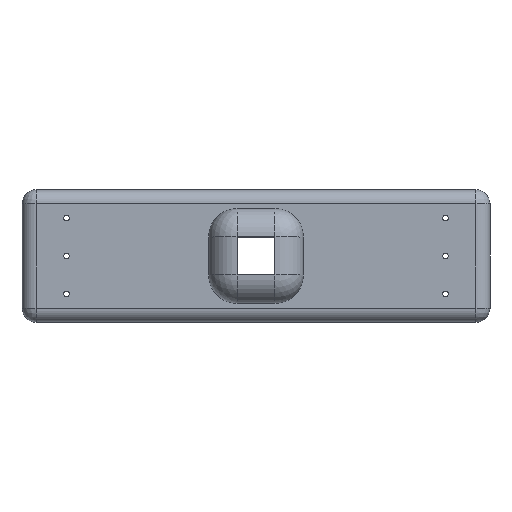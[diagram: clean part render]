
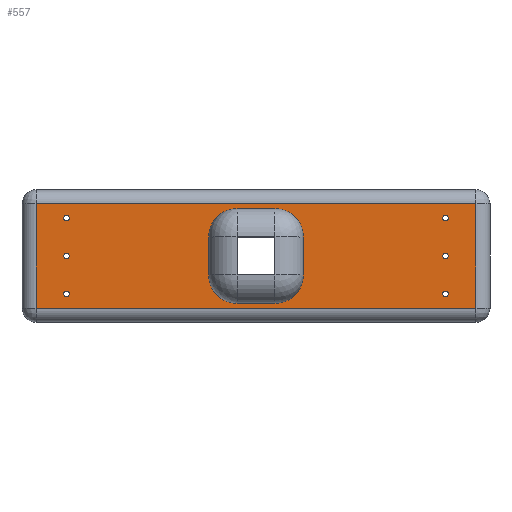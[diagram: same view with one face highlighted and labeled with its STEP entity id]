
A CAD part, top view. The second image highlights one B-rep face of the part: STEP entity #557.
In plain terms, the highlighted planar face has unit normal (0, 0, 1).
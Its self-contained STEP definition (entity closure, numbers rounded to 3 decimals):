
#183 = EDGE_CURVE('',#184,#186,#188,.T.);
#184 = VERTEX_POINT('',#185);
#185 = CARTESIAN_POINT('',(-116.,27.51,15.));
#186 = VERTEX_POINT('',#187);
#187 = CARTESIAN_POINT('',(-116.,-27.51,15.));
#188 = LINE('',#189,#190);
#189 = CARTESIAN_POINT('',(-116.,35.,15.));
#190 = VECTOR('',#191,1.);
#191 = DIRECTION('',(0.,-1.,0.));
#284 = VERTEX_POINT('',#285);
#285 = CARTESIAN_POINT('',(116.,-27.51,15.));
#292 = EDGE_CURVE('',#293,#284,#295,.T.);
#293 = VERTEX_POINT('',#294);
#294 = CARTESIAN_POINT('',(116.,27.51,15.));
#295 = LINE('',#296,#297);
#296 = CARTESIAN_POINT('',(116.,35.,15.));
#297 = VECTOR('',#298,1.);
#298 = DIRECTION('',(0.,-1.,0.));
#316 = VERTEX_POINT('',#317);
#317 = CARTESIAN_POINT('',(-101.5,-20.,15.));
#325 = EDGE_CURVE('',#316,#316,#326,.T.);
#326 = CIRCLE('',#327,1.5);
#327 = AXIS2_PLACEMENT_3D('',#328,#329,#330);
#328 = CARTESIAN_POINT('',(-100.,-20.,15.));
#329 = DIRECTION('',(0.,0.,1.));
#330 = DIRECTION('',(-1.,0.,0.));
#341 = VERTEX_POINT('',#342);
#342 = CARTESIAN_POINT('',(98.5,-20.,15.));
#350 = EDGE_CURVE('',#341,#341,#351,.T.);
#351 = CIRCLE('',#352,1.5);
#352 = AXIS2_PLACEMENT_3D('',#353,#354,#355);
#353 = CARTESIAN_POINT('',(100.,-20.,15.));
#354 = DIRECTION('',(0.,0.,1.));
#355 = DIRECTION('',(-1.,0.,0.));
#366 = VERTEX_POINT('',#367);
#367 = CARTESIAN_POINT('',(-101.5,0.,15.));
#375 = EDGE_CURVE('',#366,#366,#376,.T.);
#376 = CIRCLE('',#377,1.5);
#377 = AXIS2_PLACEMENT_3D('',#378,#379,#380);
#378 = CARTESIAN_POINT('',(-100.,0.,15.));
#379 = DIRECTION('',(0.,0.,1.));
#380 = DIRECTION('',(-1.,0.,0.));
#391 = VERTEX_POINT('',#392);
#392 = CARTESIAN_POINT('',(-101.5,20.,15.));
#400 = EDGE_CURVE('',#391,#391,#401,.T.);
#401 = CIRCLE('',#402,1.5);
#402 = AXIS2_PLACEMENT_3D('',#403,#404,#405);
#403 = CARTESIAN_POINT('',(-100.,20.,15.));
#404 = DIRECTION('',(0.,0.,1.));
#405 = DIRECTION('',(-1.,0.,0.));
#417 = VERTEX_POINT('',#418);
#418 = CARTESIAN_POINT('',(-10.,-10.,15.));
#424 = EDGE_CURVE('',#425,#417,#427,.T.);
#425 = VERTEX_POINT('',#426);
#426 = CARTESIAN_POINT('',(10.,-10.,15.));
#427 = LINE('',#428,#429);
#428 = CARTESIAN_POINT('',(-63.,-10.,15.));
#429 = VECTOR('',#430,1.);
#430 = DIRECTION('',(-1.,0.,0.));
#448 = VERTEX_POINT('',#449);
#449 = CARTESIAN_POINT('',(-10.,10.,15.));
#455 = EDGE_CURVE('',#417,#448,#456,.T.);
#456 = LINE('',#457,#458);
#457 = CARTESIAN_POINT('',(-10.,22.5,15.));
#458 = VECTOR('',#459,1.);
#459 = DIRECTION('',(0.,1.,0.));
#472 = EDGE_CURVE('',#473,#425,#475,.T.);
#473 = VERTEX_POINT('',#474);
#474 = CARTESIAN_POINT('',(10.,10.,15.));
#475 = LINE('',#476,#477);
#476 = CARTESIAN_POINT('',(10.,12.5,15.));
#477 = VECTOR('',#478,1.);
#478 = DIRECTION('',(0.,-1.,0.));
#496 = EDGE_CURVE('',#448,#473,#497,.T.);
#497 = LINE('',#498,#499);
#498 = CARTESIAN_POINT('',(-53.,10.,15.));
#499 = VECTOR('',#500,1.);
#500 = DIRECTION('',(1.,0.,0.));
#512 = VERTEX_POINT('',#513);
#513 = CARTESIAN_POINT('',(98.5,0.,15.));
#521 = EDGE_CURVE('',#512,#512,#522,.T.);
#522 = CIRCLE('',#523,1.5);
#523 = AXIS2_PLACEMENT_3D('',#524,#525,#526);
#524 = CARTESIAN_POINT('',(100.,0.,15.));
#525 = DIRECTION('',(0.,0.,1.));
#526 = DIRECTION('',(-1.,0.,0.));
#537 = VERTEX_POINT('',#538);
#538 = CARTESIAN_POINT('',(98.5,20.,15.));
#546 = EDGE_CURVE('',#537,#537,#547,.T.);
#547 = CIRCLE('',#548,1.5);
#548 = AXIS2_PLACEMENT_3D('',#549,#550,#551);
#549 = CARTESIAN_POINT('',(100.,20.,15.));
#550 = DIRECTION('',(0.,0.,1.));
#551 = DIRECTION('',(-1.,0.,0.));
#557 = ADVANCED_FACE('',(#558,#574,#577,#580,#583,#586,#592,#595),#598,
  .T.);
#558 = FACE_BOUND('',#559,.T.);
#559 = EDGE_LOOP('',(#560,#561,#567,#568));
#560 = ORIENTED_EDGE('',*,*,#183,.T.);
#561 = ORIENTED_EDGE('',*,*,#562,.F.);
#562 = EDGE_CURVE('',#284,#186,#563,.T.);
#563 = LINE('',#564,#565);
#564 = CARTESIAN_POINT('',(116.,-27.51,15.));
#565 = VECTOR('',#566,1.);
#566 = DIRECTION('',(-1.,0.,0.));
#567 = ORIENTED_EDGE('',*,*,#292,.F.);
#568 = ORIENTED_EDGE('',*,*,#569,.T.);
#569 = EDGE_CURVE('',#293,#184,#570,.T.);
#570 = LINE('',#571,#572);
#571 = CARTESIAN_POINT('',(116.,27.51,15.));
#572 = VECTOR('',#573,1.);
#573 = DIRECTION('',(-1.,0.,0.));
#574 = FACE_BOUND('',#575,.T.);
#575 = EDGE_LOOP('',(#576));
#576 = ORIENTED_EDGE('',*,*,#325,.F.);
#577 = FACE_BOUND('',#578,.T.);
#578 = EDGE_LOOP('',(#579));
#579 = ORIENTED_EDGE('',*,*,#350,.F.);
#580 = FACE_BOUND('',#581,.T.);
#581 = EDGE_LOOP('',(#582));
#582 = ORIENTED_EDGE('',*,*,#375,.F.);
#583 = FACE_BOUND('',#584,.T.);
#584 = EDGE_LOOP('',(#585));
#585 = ORIENTED_EDGE('',*,*,#400,.F.);
#586 = FACE_BOUND('',#587,.T.);
#587 = EDGE_LOOP('',(#588,#589,#590,#591));
#588 = ORIENTED_EDGE('',*,*,#472,.T.);
#589 = ORIENTED_EDGE('',*,*,#424,.T.);
#590 = ORIENTED_EDGE('',*,*,#455,.T.);
#591 = ORIENTED_EDGE('',*,*,#496,.T.);
#592 = FACE_BOUND('',#593,.T.);
#593 = EDGE_LOOP('',(#594));
#594 = ORIENTED_EDGE('',*,*,#521,.F.);
#595 = FACE_BOUND('',#596,.T.);
#596 = EDGE_LOOP('',(#597));
#597 = ORIENTED_EDGE('',*,*,#546,.F.);
#598 = PLANE('',#599);
#599 = AXIS2_PLACEMENT_3D('',#600,#601,#602);
#600 = CARTESIAN_POINT('',(-116.,35.,15.));
#601 = DIRECTION('',(0.,0.,1.));
#602 = DIRECTION('',(1.,0.,0.));
